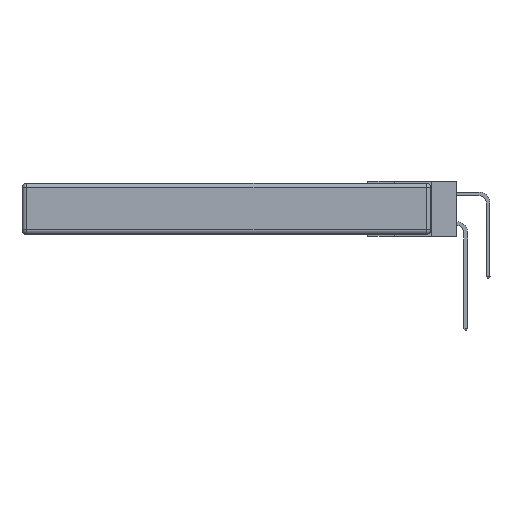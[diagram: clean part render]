
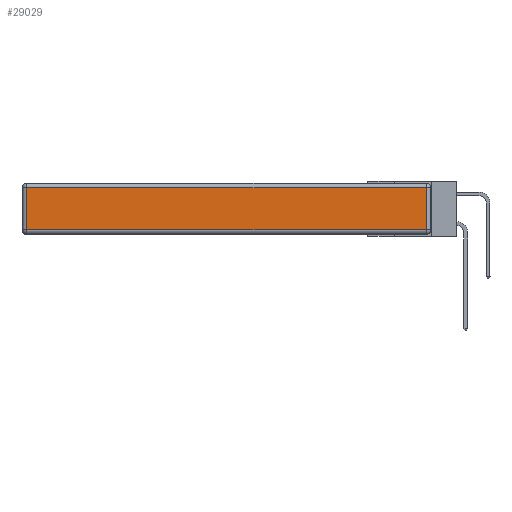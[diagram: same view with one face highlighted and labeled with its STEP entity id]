
A CAD part, left-side view. The second image highlights one B-rep face of the part: STEP entity #29029.
In plain terms, the highlighted planar face has unit normal (-1, 0, 0).
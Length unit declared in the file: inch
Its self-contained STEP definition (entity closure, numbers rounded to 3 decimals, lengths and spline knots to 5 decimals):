
#692 = PLANE ( 'NONE',  #28941 ) ;
#954 = DIRECTION ( 'NONE',  ( 0., 0., 1. ) ) ;
#1480 = VECTOR ( 'NONE', #29281, 39.37008 ) ;
#2390 = LINE ( 'NONE', #6529, #32784 ) ;
#2982 = CARTESIAN_POINT ( 'NONE',  ( 0., 0.03, -0.313 ) ) ;
#3822 = CARTESIAN_POINT ( 'NONE',  ( 0., 0., -0.313 ) ) ;
#5398 = VERTEX_POINT ( 'NONE', #2982 ) ;
#5488 = FACE_OUTER_BOUND ( 'NONE', #32227, .T. ) ;
#5585 = LINE ( 'NONE', #3822, #34232 ) ;
#6529 = CARTESIAN_POINT ( 'NONE',  ( 0., 0.03, -0.343 ) ) ;
#6605 = DIRECTION ( 'NONE',  ( 0., -1., 0. ) ) ;
#7271 = ORIENTED_EDGE ( 'NONE', *, *, #17106, .T. ) ;
#7409 = CARTESIAN_POINT ( 'NONE',  ( 0., 2.72, -0.343 ) ) ;
#8391 = VERTEX_POINT ( 'NONE', #10141 ) ;
#8621 = DIRECTION ( 'NONE',  ( 0., 0., 1. ) ) ;
#10141 = CARTESIAN_POINT ( 'NONE',  ( 0., 0.03, -0.03 ) ) ;
#10239 = CARTESIAN_POINT ( 'NONE',  ( 0., 2.72, -0.03 ) ) ;
#10433 = DIRECTION ( 'NONE',  ( 0., 0., -1. ) ) ;
#10483 = LINE ( 'NONE', #7409, #28268 ) ;
#12072 = EDGE_CURVE ( 'NONE', #8391, #29345, #13237, .T. ) ;
#13237 = LINE ( 'NONE', #23706, #1480 ) ;
#13574 = EDGE_CURVE ( 'NONE', #5398, #8391, #2390, .T. ) ;
#14090 = DIRECTION ( 'NONE',  ( -1., 0., 0. ) ) ;
#14942 = ORIENTED_EDGE ( 'NONE', *, *, #21148, .T. ) ;
#17106 = EDGE_CURVE ( 'NONE', #20414, #5398, #5585, .T. ) ;
#17608 = ORIENTED_EDGE ( 'NONE', *, *, #12072, .T. ) ;
#20414 = VERTEX_POINT ( 'NONE', #31986 ) ;
#21148 = EDGE_CURVE ( 'NONE', #29345, #20414, #10483, .T. ) ;
#23706 = CARTESIAN_POINT ( 'NONE',  ( 0., 2.75, -0.03 ) ) ;
#26591 = ORIENTED_EDGE ( 'NONE', *, *, #13574, .T. ) ;
#27906 = CARTESIAN_POINT ( 'NONE',  ( 0., 0., -0.343 ) ) ;
#28268 = VECTOR ( 'NONE', #10433, 39.37008 ) ;
#28941 = AXIS2_PLACEMENT_3D ( 'NONE', #27906, #14090, #8621 ) ;
#29029 = ADVANCED_FACE ( 'NONE', ( #5488 ), #692, .T. ) ;
#29281 = DIRECTION ( 'NONE',  ( 0., 1., 0. ) ) ;
#29345 = VERTEX_POINT ( 'NONE', #10239 ) ;
#31986 = CARTESIAN_POINT ( 'NONE',  ( 0., 2.72, -0.313 ) ) ;
#32227 = EDGE_LOOP ( 'NONE', ( #7271, #26591, #17608, #14942 ) ) ;
#32784 = VECTOR ( 'NONE', #954, 39.37008 ) ;
#34232 = VECTOR ( 'NONE', #6605, 39.37008 ) ;
